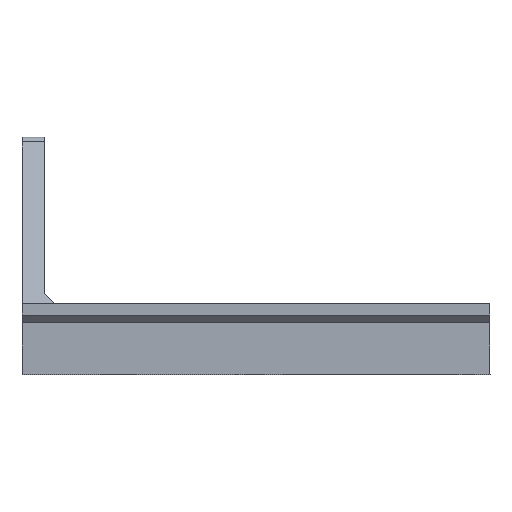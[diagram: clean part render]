
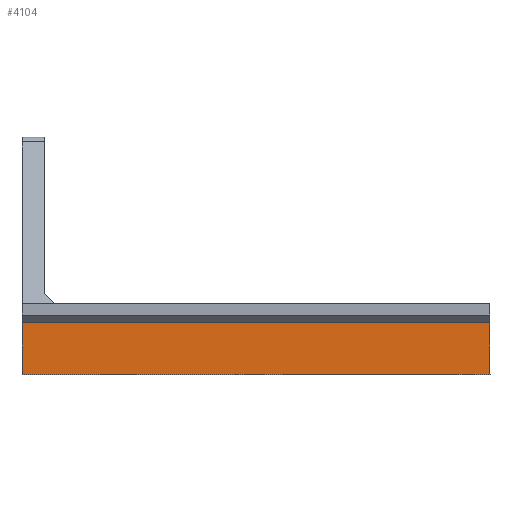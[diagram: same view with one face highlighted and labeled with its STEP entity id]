
A CAD part, top view. The second image highlights one B-rep face of the part: STEP entity #4104.
In plain terms, the highlighted planar face has unit normal (0, 0, 1).
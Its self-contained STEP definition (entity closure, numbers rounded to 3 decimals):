
#74=CARTESIAN_POINT('',(-0.825,288.192,567.05));
#75=VERTEX_POINT('',#74);
#82=CARTESIAN_POINT('',(-0.825,308.681,567.05));
#83=VERTEX_POINT('',#82);
#84=CARTESIAN_POINT('',(-0.825,308.681,567.05));
#85=DIRECTION('',(-0.,-1.,0.));
#86=VECTOR('',#85,20.489);
#87=LINE('',#84,#86);
#88=EDGE_CURVE('',#83,#75,#87,.T.);
#454=CARTESIAN_POINT('',(184.235,288.192,567.05));
#455=VERTEX_POINT('',#454);
#462=CARTESIAN_POINT('',(-0.825,288.192,567.05));
#463=DIRECTION('',(1.,0.,0.));
#464=VECTOR('',#463,185.06);
#465=LINE('',#462,#464);
#466=EDGE_CURVE('',#75,#455,#465,.T.);
#3847=CARTESIAN_POINT('',(184.235,308.689,567.05));
#3848=VERTEX_POINT('',#3847);
#3855=CARTESIAN_POINT('',(184.235,308.689,567.05));
#3856=DIRECTION('',(0.,-1.,-0.));
#3857=VECTOR('',#3856,20.498);
#3858=LINE('',#3855,#3857);
#3859=EDGE_CURVE('',#3848,#455,#3858,.T.);
#4066=CARTESIAN_POINT('',(6.346,308.698,567.057));
#4067=VERTEX_POINT('',#4066);
#4068=CARTESIAN_POINT('',(-0.825,308.681,567.05));
#4069=DIRECTION('',(1.,0.,-0.));
#4070=VECTOR('',#4069,7.17);
#4071=LINE('',#4068,#4070);
#4072=EDGE_CURVE('',#83,#4067,#4071,.T.);
#4074=CARTESIAN_POINT('',(8.059,308.697,567.058));
#4075=VERTEX_POINT('',#4074);
#4076=CARTESIAN_POINT('',(6.346,308.694,567.062));
#4077=CARTESIAN_POINT('',(8.059,308.694,567.062));
#4078=B_SPLINE_CURVE_WITH_KNOTS('',1,(#4076,#4077),.UNSPECIFIED.,.F.,.F.,(2,2),(0.,1.),.UNSPECIFIED.);
#4079=EDGE_CURVE('',#4067,#4075,#4078,.T.);
#4081=CARTESIAN_POINT('',(8.059,308.682,567.05));
#4082=DIRECTION('',(1.,0.,0.));
#4083=VECTOR('',#4082,176.175);
#4084=LINE('',#4081,#4083);
#4085=EDGE_CURVE('',#4075,#3848,#4084,.T.);
#4091=CARTESIAN_POINT('',(87.917,302.208,567.05));
#4092=DIRECTION('',(-0.,0.,1.));
#4093=DIRECTION('',(0.,-1.,0.));
#4094=AXIS2_PLACEMENT_3D('',#4091,#4092,#4093);
#4095=PLANE('',#4094);
#4096=ORIENTED_EDGE('',*,*,#4072,.F.);
#4097=ORIENTED_EDGE('',*,*,#88,.T.);
#4098=ORIENTED_EDGE('',*,*,#466,.T.);
#4099=ORIENTED_EDGE('',*,*,#3859,.F.);
#4100=ORIENTED_EDGE('',*,*,#4085,.F.);
#4101=ORIENTED_EDGE('',*,*,#4079,.F.);
#4102=EDGE_LOOP('',(#4096,#4097,#4098,#4099,#4100,#4101));
#4103=FACE_BOUND('',#4102,.T.);
#4104=ADVANCED_FACE('',(#4103),#4095,.T.);
